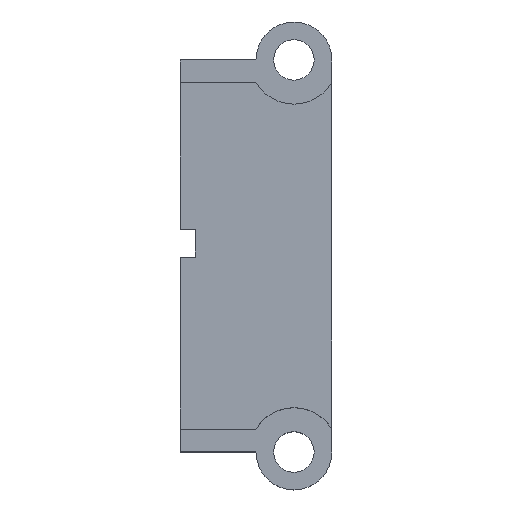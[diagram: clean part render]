
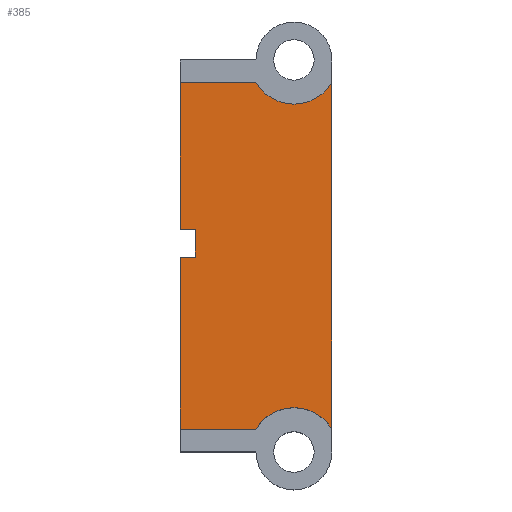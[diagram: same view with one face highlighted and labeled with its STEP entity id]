
A CAD part, top view. The second image highlights one B-rep face of the part: STEP entity #385.
In plain terms, the highlighted planar face has unit normal (0, 0, 1).
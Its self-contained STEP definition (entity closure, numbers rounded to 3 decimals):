
#25=CIRCLE('',#420,3.5);
#26=CIRCLE('',#421,3.5);
#45=FACE_OUTER_BOUND('',#65,.T.);
#65=EDGE_LOOP('',(#291,#292,#293,#294,#295,#296,#297,#298,#299,#300));
#81=LINE('',#555,#123);
#85=LINE('',#563,#127);
#89=LINE('',#572,#131);
#96=LINE('',#587,#138);
#107=LINE('',#609,#149);
#108=LINE('',#611,#150);
#111=LINE('',#615,#153);
#112=LINE('',#619,#154);
#123=VECTOR('',#447,10.);
#127=VECTOR('',#453,10.);
#131=VECTOR('',#459,10.);
#138=VECTOR('',#470,10.);
#149=VECTOR('',#485,10.);
#150=VECTOR('',#488,10.);
#153=VECTOR('',#493,10.);
#154=VECTOR('',#496,10.);
#165=VERTEX_POINT('',#553);
#166=VERTEX_POINT('',#554);
#169=VERTEX_POINT('',#562);
#172=VERTEX_POINT('',#569);
#173=VERTEX_POINT('',#571);
#179=VERTEX_POINT('',#586);
#186=VERTEX_POINT('',#603);
#188=VERTEX_POINT('',#607);
#189=VERTEX_POINT('',#616);
#190=VERTEX_POINT('',#618);
#201=EDGE_CURVE('',#165,#166,#81,.T.);
#205=EDGE_CURVE('',#166,#169,#85,.T.);
#209=EDGE_CURVE('',#172,#173,#89,.T.);
#216=EDGE_CURVE('',#173,#179,#96,.T.);
#227=EDGE_CURVE('',#186,#188,#107,.T.);
#228=EDGE_CURVE('',#169,#188,#108,.T.);
#231=EDGE_CURVE('',#179,#165,#111,.T.);
#232=EDGE_CURVE('',#189,#172,#25,.T.);
#233=EDGE_CURVE('',#190,#189,#112,.T.);
#234=EDGE_CURVE('',#186,#190,#26,.T.);
#291=ORIENTED_EDGE('',*,*,#231,.F.);
#292=ORIENTED_EDGE('',*,*,#216,.F.);
#293=ORIENTED_EDGE('',*,*,#209,.F.);
#294=ORIENTED_EDGE('',*,*,#232,.F.);
#295=ORIENTED_EDGE('',*,*,#233,.F.);
#296=ORIENTED_EDGE('',*,*,#234,.F.);
#297=ORIENTED_EDGE('',*,*,#227,.T.);
#298=ORIENTED_EDGE('',*,*,#228,.F.);
#299=ORIENTED_EDGE('',*,*,#205,.F.);
#300=ORIENTED_EDGE('',*,*,#201,.F.);
#371=PLANE('',#419);
#385=ADVANCED_FACE('',(#45),#371,.T.);
#419=AXIS2_PLACEMENT_3D('',#614,#491,#492);
#420=AXIS2_PLACEMENT_3D('',#617,#494,#495);
#421=AXIS2_PLACEMENT_3D('',#620,#497,#498);
#447=DIRECTION('',(0.,1.,0.));
#453=DIRECTION('',(-1.,0.,0.));
#459=DIRECTION('',(-1.,0.,0.));
#470=DIRECTION('',(0.,1.,0.));
#485=DIRECTION('',(-1.,0.,0.));
#488=DIRECTION('',(0.,1.,0.));
#491=DIRECTION('center_axis',(0.,0.,
1.));
#492=DIRECTION('ref_axis',(-1.,0.,0.));
#493=DIRECTION('',(1.,0.,0.));
#494=DIRECTION('center_axis',(0.,0.,
1.));
#495=DIRECTION('ref_axis',(0.858,0.514,0.));
#496=DIRECTION('',(0.,-1.,0.));
#497=DIRECTION('center_axis',(0.,0.,
1.));
#498=DIRECTION('ref_axis',(-0.857,-0.515,0.));
#553=CARTESIAN_POINT('',(-22.06,-3.521,59.941));
#554=CARTESIAN_POINT('',(-22.06,-1.321,59.941));
#555=CARTESIAN_POINT('',(-22.06,-2.921,59.941));
#562=CARTESIAN_POINT('',(-23.26,-1.321,59.941));
#563=CARTESIAN_POINT('',(-15.76,-1.321,59.941));
#569=CARTESIAN_POINT('',(-17.26,-17.118,59.941));
#571=CARTESIAN_POINT('',(-23.26,-17.118,59.941));
#572=CARTESIAN_POINT('',(-17.26,-17.118,59.941));
#586=CARTESIAN_POINT('',(-23.26,-3.521,59.941));
#587=CARTESIAN_POINT('',(-23.26,4.329,59.941));
#603=CARTESIAN_POINT('',(-17.26,10.276,59.941));
#607=CARTESIAN_POINT('',(-23.26,10.276,59.941));
#609=CARTESIAN_POINT('',(-17.26,10.276,59.941));
#611=CARTESIAN_POINT('',(-23.26,4.329,59.941));
#614=CARTESIAN_POINT('Origin',(-14.26,-3.421,59.941));
#615=CARTESIAN_POINT('',(-15.76,-3.521,59.941));
#616=CARTESIAN_POINT('',(-11.26,-17.118,59.941));
#617=CARTESIAN_POINT('Origin',(-14.26,-18.921,59.941));
#618=CARTESIAN_POINT('',(-11.26,10.276,59.941));
#619=CARTESIAN_POINT('',(-11.26,-11.171,59.941));
#620=CARTESIAN_POINT('Origin',(-14.26,12.079,59.941));
